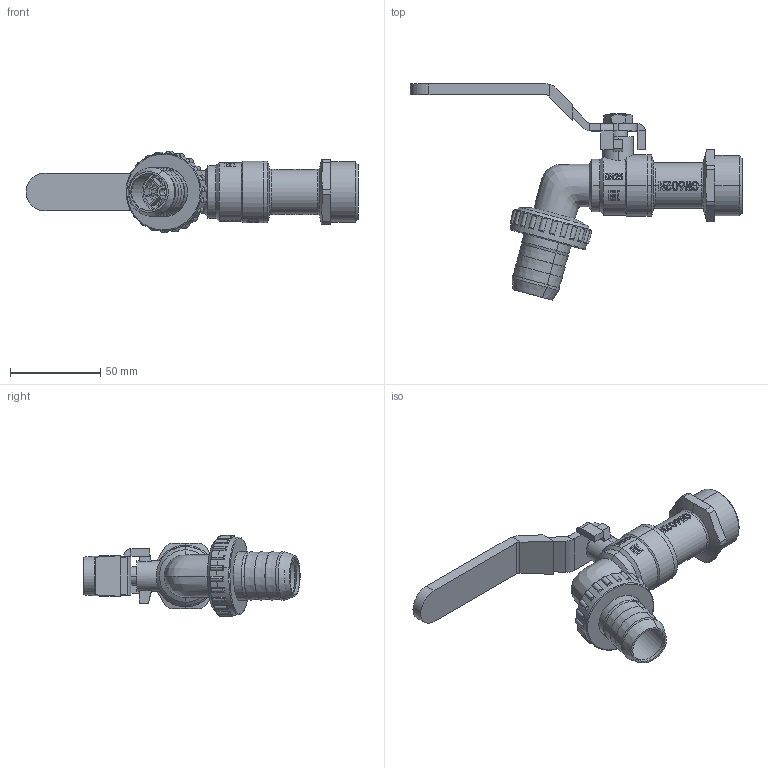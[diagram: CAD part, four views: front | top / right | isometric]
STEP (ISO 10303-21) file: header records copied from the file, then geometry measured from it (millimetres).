
FILE_DESCRIPTION (( 'STEP AP214' ), '1' );
FILE_NAME ('1.0阨郲.STEP', '2023-03-13T02:05:19', ( '' ), ( '' ), 'SwSTEP 2.0', 'SolidWorks 2016', '' );
FILE_SCHEMA (( 'AUTOMOTIVE_DESIGN' ));
Length unit declared in the file: millimetre
Products named in the file (13): 堤阨諳; 豪宒蟀諉簽; 諾陑菜え; 煦阨ん; 鞠褒蹟譫_M10X5; 沺す啣忒梟; O遠; 邧羞俋蹟恇概裝; 概釱_25x18x3.2; 妗陑⑩_20x12x3; 三接水嘴接管; 三接水嘴接体; 1.0阨郲
Assembly tree (14 placements, depth 2):
  1.0阨郲
    三接水嘴接体
    三接水嘴接管
    妗陑⑩_20x12x3
    概釱_25x18x3.2  x2
    邧羞俋蹟恇概裝
    O遠  x2
    沺す啣忒梟
    鞠褒蹟譫_M10X5
    煦阨ん
    諾陑菜え
    豪宒蟀諉簽
    堤阨諳
Bounding box: 183.5 x 119.49 x 44.89 mm (x, y, z)
Volume: 73104.5 mm3; surface area: 67193.9 mm2
Topology: 15 solids, 15 shells, 1261 faces, 3336 edges, 2174 vertices
Faces by surface type: plane 544, bspline 326, cylinder 236, cone 111, torus 40, sphere 4
Entity records: 66652 total; most frequent: CARTESIAN_POINT 33301, ORIENTED_EDGE 6588, DIRECTION 4714, EDGE_CURVE 3294, VERTEX_POINT 2150, AXIS2_PLACEMENT_3D 1599, LINE 1516, VECTOR 1516
